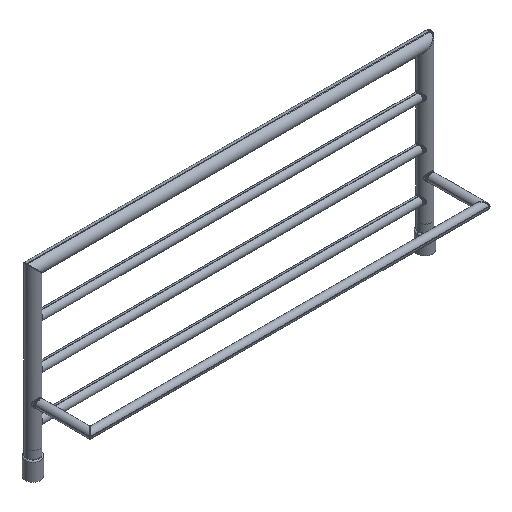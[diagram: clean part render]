
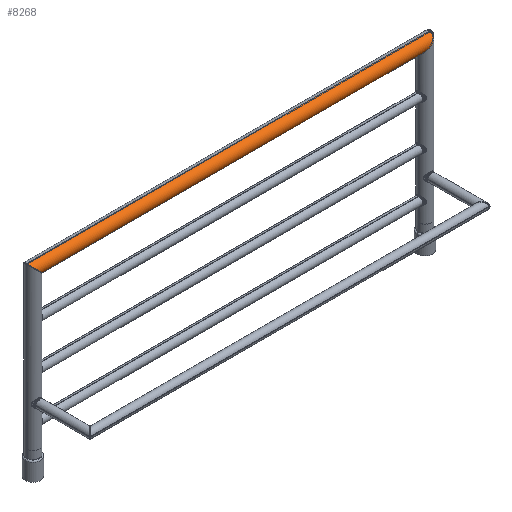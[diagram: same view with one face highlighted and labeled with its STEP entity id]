
A CAD part, isometric view. The second image highlights one B-rep face of the part: STEP entity #8268.
In plain terms, the highlighted cylindrical face has radius 9.995 mm (diameter 19.99 mm), a partial arc.
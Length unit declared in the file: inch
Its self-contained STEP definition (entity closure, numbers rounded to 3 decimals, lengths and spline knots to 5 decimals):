
#69=CARTESIAN_POINT('',(-12.,-0.3935,11.));
#2076=CARTESIAN_POINT('',(12.3685,0.,
11.39349));
#2077=CARTESIAN_POINT('',(12.3685,-0.02543,
11.39349));
#2078=CARTESIAN_POINT('',(12.36382,-0.07736,
11.38852));
#2079=CARTESIAN_POINT('',(12.3418,-0.15465,
11.36499));
#2080=CARTESIAN_POINT('',(12.30302,-0.22954,
11.32358));
#2081=CARTESIAN_POINT('',(12.24761,-0.296,
11.26441));
#2082=CARTESIAN_POINT('',(12.17721,-0.34941,
11.18923));
#2083=CARTESIAN_POINT('',(12.0913,-0.38543,
11.0975));
#2084=CARTESIAN_POINT('',(12.03094,-0.39348,
11.03303));
#2085=CARTESIAN_POINT('',(12.,-0.3935,
11.));
#2087=CARTESIAN_POINT('',(11.5815,0.,
10.6065));
#2088=CARTESIAN_POINT('',(11.58149,-0.02451,
10.6065));
#2089=CARTESIAN_POINT('',(11.58641,-0.07469,
10.6111));
#2090=CARTESIAN_POINT('',(11.61014,-0.15042,
10.63342));
#2091=CARTESIAN_POINT('',(11.65151,-0.22326,
10.67234));
#2092=CARTESIAN_POINT('',(11.71085,-0.28895,
10.72813));
#2093=CARTESIAN_POINT('',(11.78572,-0.34167,
10.79852));
#2094=CARTESIAN_POINT('',(11.8652,-0.37501,
10.87325));
#2095=CARTESIAN_POINT('',(11.93557,-0.39055,
10.93942));
#2096=CARTESIAN_POINT('',(11.97936,-0.3935,
10.98059));
#2097=CARTESIAN_POINT('',(12.,-0.3935,
11.));
#2099=CARTESIAN_POINT('',(-11.5815,0.,
10.6065));
#2100=CARTESIAN_POINT('',(-11.5815,-0.01979,
10.6065));
#2101=CARTESIAN_POINT('',(-11.58466,-0.06117,
10.60946));
#2102=CARTESIAN_POINT('',(-11.60171,-0.12747,
10.6255));
#2103=CARTESIAN_POINT('',(-11.63288,-0.19369,
10.65481));
#2104=CARTESIAN_POINT('',(-11.67863,-0.25594,
10.69783));
#2105=CARTESIAN_POINT('',(-11.73849,-0.31068,
10.75412));
#2106=CARTESIAN_POINT('',(-11.81209,-0.35492,
10.82331));
#2107=CARTESIAN_POINT('',(-11.89853,-0.38528,
10.90459));
#2108=CARTESIAN_POINT('',(-11.96501,-0.39348,
10.9671));
#2109=CARTESIAN_POINT('',(-12.,-0.3935,
11.));
#2111=CARTESIAN_POINT('',(-12.3685,0.,
11.39349));
#2112=CARTESIAN_POINT('',(-12.3685,-0.02979,
11.39349));
#2113=CARTESIAN_POINT('',(-12.36231,-0.08767,
11.3869));
#2114=CARTESIAN_POINT('',(-12.33584,-0.16852,
11.35862));
#2115=CARTESIAN_POINT('',(-12.30022,-0.23137,
11.32058));
#2116=CARTESIAN_POINT('',(-12.26289,-0.27764,
11.28073));
#2117=CARTESIAN_POINT('',(-12.22584,-0.31222,
11.24117));
#2118=CARTESIAN_POINT('',(-12.19019,-0.33796,
11.20309));
#2119=CARTESIAN_POINT('',(-12.15638,-0.357,
11.16699));
#2120=CARTESIAN_POINT('',(-12.1249,-0.37074,
11.13337));
#2121=CARTESIAN_POINT('',(-12.09576,-0.3804,
11.10226));
#2122=CARTESIAN_POINT('',(-12.0689,-0.3869,
11.07358));
#2123=CARTESIAN_POINT('',(-12.04412,-0.39095,
11.04711));
#2124=CARTESIAN_POINT('',(-12.0212,-0.39309,
11.02264));
#2125=CARTESIAN_POINT('',(-12.00688,-0.3935,
11.00735));
#2126=CARTESIAN_POINT('',(-12.,-0.3935,
11.));
#2128=DIRECTION('',(1.,0.,0.));
#2129=VECTOR('',#2128,24.737);
#2130=CARTESIAN_POINT('',(-12.3685,0.,
11.39349));
#2131=LINE('',#2130,#2129);
#2196=DIRECTION('',(1.,0.,0.));
#2197=VECTOR('',#2196,23.163);
#2198=CARTESIAN_POINT('',(-11.5815,0.,
10.6065));
#2199=LINE('',#2198,#2197);
#3616=CARTESIAN_POINT('',(-11.5815,0.,
10.6065));
#3617=CARTESIAN_POINT('',(11.5815,0.,
10.6065));
#3618=VERTEX_POINT('',#3616);
#3619=VERTEX_POINT('',#3617);
#3656=VERTEX_POINT('',#2076);
#3657=VERTEX_POINT('',#2085);
#3661=VERTEX_POINT('',#69);
#3662=VERTEX_POINT('',#2111);
#8250=CARTESIAN_POINT('',(-12.,0.,11.));
#8251=DIRECTION('',(1.,0.,0.));
#8252=DIRECTION('',(0.,0.,-1.));
#8253=AXIS2_PLACEMENT_3D('',#8250,#8251,#8252);
#8254=CYLINDRICAL_SURFACE('',#8253,0.3935);
#8255=ORIENTED_EDGE('',*,*,#8243,.T.);
#8257=ORIENTED_EDGE('',*,*,#8256,.F.);
#8259=ORIENTED_EDGE('',*,*,#8258,.F.);
#8261=ORIENTED_EDGE('',*,*,#8260,.T.);
#8263=ORIENTED_EDGE('',*,*,#8262,.F.);
#8265=ORIENTED_EDGE('',*,*,#8264,.T.);
#8266=EDGE_LOOP('',(#8255,#8257,#8259,#8261,#8263,#8265));
#8267=FACE_OUTER_BOUND('',#8266,.F.);
#8268=ADVANCED_FACE('',(#8267),#8254,.T.);
#2086=B_SPLINE_CURVE_WITH_KNOTS('',3,(#2076,#2077,#2078,#2079,#2080,#2081,#2082,
#2083,#2084,#2085),.UNSPECIFIED.,.F.,.F.,(4,1,1,1,1,1,1,4),(0.,
0.14286,0.28571,0.42857,0.57143,
0.71429,0.85714,1.),.UNSPECIFIED.);
#2098=B_SPLINE_CURVE_WITH_KNOTS('',3,(#2087,#2088,#2089,#2090,#2091,#2092,#2093,
#2094,#2095,#2096,#2097),.UNSPECIFIED.,.F.,.F.,(4,1,1,1,1,1,1,1,4),(0.,
0.125,0.25,0.375,0.5,0.625,0.75,0.875,1.),.UNSPECIFIED.);
#2110=B_SPLINE_CURVE_WITH_KNOTS('',3,(#2099,#2100,#2101,#2102,#2103,#2104,#2105,
#2106,#2107,#2108,#2109),.UNSPECIFIED.,.F.,.F.,(4,1,1,1,1,1,1,1,4),(0.,
0.125,0.25,0.375,0.5,0.625,0.75,0.875,1.),.UNSPECIFIED.);
#2127=B_SPLINE_CURVE_WITH_KNOTS('',3,(#2111,#2112,#2113,#2114,#2115,#2116,#2117,
#2118,#2119,#2120,#2121,#2122,#2123,#2124,#2125,#2126),.UNSPECIFIED.,.F.,.F.,(4,
1,1,1,1,1,1,1,1,1,1,1,1,4),(0.,0.07692,0.15385,
0.23077,0.30769,0.38462,0.46154,
0.53846,0.61538,0.69231,0.76923,
0.84615,0.92308,1.),.UNSPECIFIED.);
#8243=EDGE_CURVE('',#3656,#3657,#2086,.T.);
#8256=EDGE_CURVE('',#3619,#3657,#2098,.T.);
#8258=EDGE_CURVE('',#3618,#3619,#2199,.T.);
#8260=EDGE_CURVE('',#3618,#3661,#2110,.T.);
#8262=EDGE_CURVE('',#3662,#3661,#2127,.T.);
#8264=EDGE_CURVE('',#3662,#3656,#2131,.T.);
